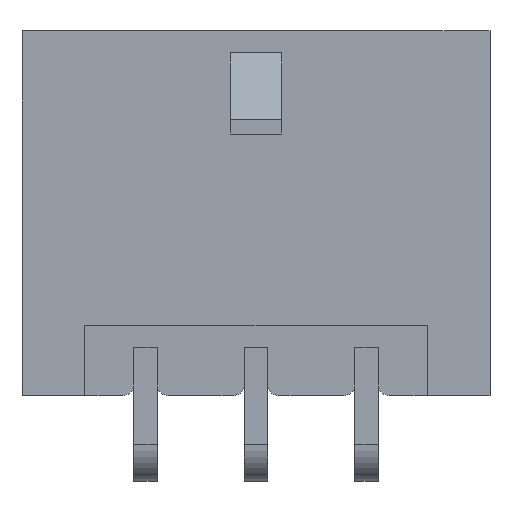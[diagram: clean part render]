
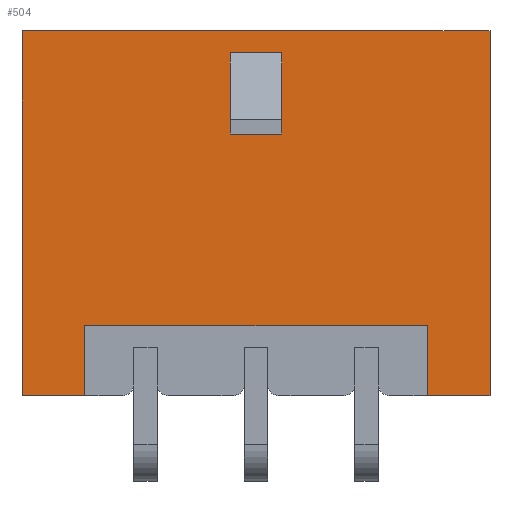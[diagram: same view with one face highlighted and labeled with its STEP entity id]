
A CAD part, front view. The second image highlights one B-rep face of the part: STEP entity #504.
In plain terms, the highlighted planar face has unit normal (0, -1, 0).
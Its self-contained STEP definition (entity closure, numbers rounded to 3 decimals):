
#504 = ADVANCED_FACE( '', ( #1121, #1122 ), #1123, .T. );
#1121 = FACE_BOUND( '', #1897, .T. );
#1122 = FACE_OUTER_BOUND( '', #1898, .T. );
#1123 = PLANE( '', #1899 );
#1897 = EDGE_LOOP( '', ( #3140, #3141, #3142, #3143 ) );
#1898 = EDGE_LOOP( '', ( #3144, #3145, #3146, #3147, #3148, #3149, #3150, #3151 ) );
#1899 = AXIS2_PLACEMENT_3D( '', #3152, #3153, #3154 );
#3140 = ORIENTED_EDGE( '', *, *, #5234, .F. );
#3141 = ORIENTED_EDGE( '', *, *, #5235, .F. );
#3142 = ORIENTED_EDGE( '', *, *, #5195, .T. );
#3143 = ORIENTED_EDGE( '', *, *, #5041, .T. );
#3144 = ORIENTED_EDGE( '', *, *, #5236, .T. );
#3145 = ORIENTED_EDGE( '', *, *, #5237, .T. );
#3146 = ORIENTED_EDGE( '', *, *, #5238, .F. );
#3147 = ORIENTED_EDGE( '', *, *, #5239, .T. );
#3148 = ORIENTED_EDGE( '', *, *, #4952, .T. );
#3149 = ORIENTED_EDGE( '', *, *, #5059, .F. );
#3150 = ORIENTED_EDGE( '', *, *, #5240, .F. );
#3151 = ORIENTED_EDGE( '', *, *, #5241, .T. );
#3152 = CARTESIAN_POINT( '', ( 6.35, -3.43, -4.95 ) );
#3153 = DIRECTION( '', ( 0., -1., 0. ) );
#3154 = DIRECTION( '', ( 0., 0., -1. ) );
#4952 = EDGE_CURVE( '', #6017, #6015, #6018, .T. );
#5041 = EDGE_CURVE( '', #6175, #6176, #6177, .T. );
#5059 = EDGE_CURVE( '', #6206, #6015, #6208, .T. );
#5195 = EDGE_CURVE( '', #6419, #6175, #6420, .T. );
#5234 = EDGE_CURVE( '', #6476, #6176, #6477, .T. );
#5235 = EDGE_CURVE( '', #6419, #6476, #6478, .T. );
#5236 = EDGE_CURVE( '', #6479, #6480, #6481, .T. );
#5237 = EDGE_CURVE( '', #6480, #6482, #6483, .T. );
#5238 = EDGE_CURVE( '', #6484, #6482, #6485, .T. );
#5239 = EDGE_CURVE( '', #6484, #6017, #6486, .T. );
#5240 = EDGE_CURVE( '', #6487, #6206, #6488, .T. );
#5241 = EDGE_CURVE( '', #6487, #6479, #6489, .T. );
#6015 = VERTEX_POINT( '', #7544 );
#6017 = VERTEX_POINT( '', #7547 );
#6018 = LINE( '', #7548, #7549 );
#6175 = VERTEX_POINT( '', #7780 );
#6176 = VERTEX_POINT( '', #7781 );
#6177 = LINE( '', #7782, #7783 );
#6206 = VERTEX_POINT( '', #7823 );
#6208 = LINE( '', #7826, #7827 );
#6419 = VERTEX_POINT( '', #8142 );
#6420 = LINE( '', #8143, #8144 );
#6476 = VERTEX_POINT( '', #8224 );
#6477 = LINE( '', #8225, #8226 );
#6478 = LINE( '', #8227, #8228 );
#6479 = VERTEX_POINT( '', #8229 );
#6480 = VERTEX_POINT( '', #8230 );
#6481 = LINE( '', #8231, #8232 );
#6482 = VERTEX_POINT( '', #8233 );
#6483 = LINE( '', #8234, #8235 );
#6484 = VERTEX_POINT( '', #8236 );
#6485 = LINE( '', #8237, #8238 );
#6486 = LINE( '', #8239, #8240 );
#6487 = VERTEX_POINT( '', #8241 );
#6488 = LINE( '', #8242, #8243 );
#6489 = LINE( '', #8244, #8245 );
#7544 = CARTESIAN_POINT( '', ( -6.35, -3.43, 4.95 ) );
#7547 = CARTESIAN_POINT( '', ( 6.35, -3.43, 4.95 ) );
#7548 = CARTESIAN_POINT( '', ( 6.35, -3.43, 4.95 ) );
#7549 = VECTOR( '', #9382, 1000. );
#7780 = CARTESIAN_POINT( '', ( -0.7, -3.43, 2.15 ) );
#7781 = CARTESIAN_POINT( '', ( -0.7, -3.43, 4.35 ) );
#7782 = CARTESIAN_POINT( '', ( -0.7, -3.43, 2.15 ) );
#7783 = VECTOR( '', #9457, 1000. );
#7823 = CARTESIAN_POINT( '', ( -6.35, -3.43, -4.95 ) );
#7826 = CARTESIAN_POINT( '', ( -6.35, -3.43, -4.95 ) );
#7827 = VECTOR( '', #9476, 1000. );
#8142 = CARTESIAN_POINT( '', ( 0.7, -3.43, 2.15 ) );
#8143 = CARTESIAN_POINT( '', ( 0.7, -3.43, 2.15 ) );
#8144 = VECTOR( '', #9602, 1000. );
#8224 = CARTESIAN_POINT( '', ( 0.7, -3.43, 4.35 ) );
#8225 = CARTESIAN_POINT( '', ( 0.7, -3.43, 4.35 ) );
#8226 = VECTOR( '', #9639, 1000. );
#8227 = CARTESIAN_POINT( '', ( 0.7, -3.43, 2.15 ) );
#8228 = VECTOR( '', #9640, 1000. );
#8229 = CARTESIAN_POINT( '', ( -4.65, -3.43, -3.05 ) );
#8230 = CARTESIAN_POINT( '', ( 4.65, -3.43, -3.05 ) );
#8231 = CARTESIAN_POINT( '', ( -4.65, -3.43, -3.05 ) );
#8232 = VECTOR( '', #9641, 1000. );
#8233 = CARTESIAN_POINT( '', ( 4.65, -3.43, -4.95 ) );
#8234 = CARTESIAN_POINT( '', ( 4.65, -3.43, -3.05 ) );
#8235 = VECTOR( '', #9642, 1000. );
#8236 = CARTESIAN_POINT( '', ( 6.35, -3.43, -4.95 ) );
#8237 = CARTESIAN_POINT( '', ( 6.35, -3.43, -4.95 ) );
#8238 = VECTOR( '', #9643, 1000. );
#8239 = CARTESIAN_POINT( '', ( 6.35, -3.43, -4.95 ) );
#8240 = VECTOR( '', #9644, 1000. );
#8241 = CARTESIAN_POINT( '', ( -4.65, -3.43, -4.95 ) );
#8242 = CARTESIAN_POINT( '', ( 6.35, -3.43, -4.95 ) );
#8243 = VECTOR( '', #9645, 1000. );
#8244 = CARTESIAN_POINT( '', ( -4.65, -3.43, -4.95 ) );
#8245 = VECTOR( '', #9646, 1000. );
#9382 = DIRECTION( '', ( -1., 0., 0. ) );
#9457 = DIRECTION( '', ( 0., 0., 1. ) );
#9476 = DIRECTION( '', ( 0., 0., 1. ) );
#9602 = DIRECTION( '', ( -1., 0., 0. ) );
#9639 = DIRECTION( '', ( -1., 0., 0. ) );
#9640 = DIRECTION( '', ( 0., 0., 1. ) );
#9641 = DIRECTION( '', ( 1., 0., 0. ) );
#9642 = DIRECTION( '', ( 0., 0., -1. ) );
#9643 = DIRECTION( '', ( -1., 0., 0. ) );
#9644 = DIRECTION( '', ( 0., 0., 1. ) );
#9645 = DIRECTION( '', ( -1., 0., 0. ) );
#9646 = DIRECTION( '', ( 0., 0., 1. ) );
